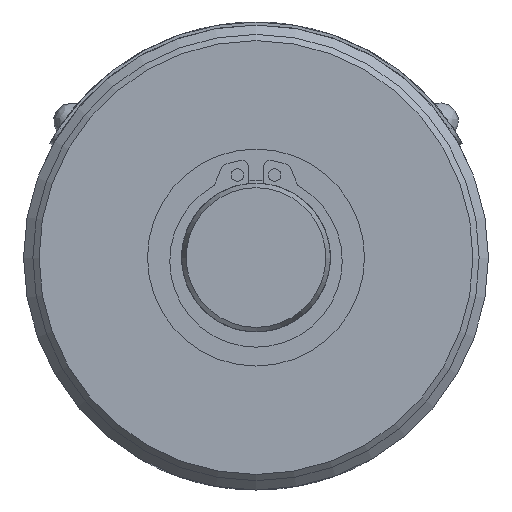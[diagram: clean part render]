
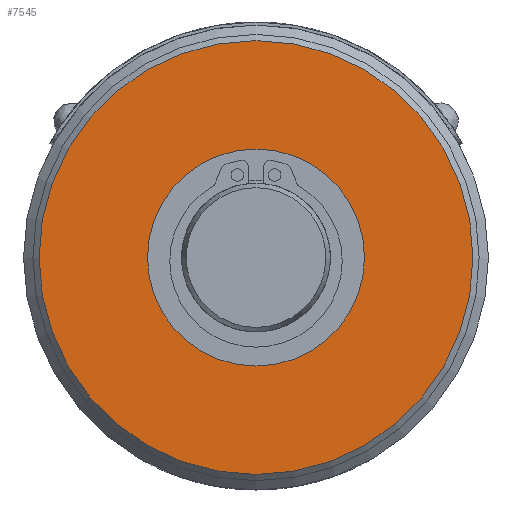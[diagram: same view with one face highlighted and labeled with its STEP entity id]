
A CAD part, left-side view. The second image highlights one B-rep face of the part: STEP entity #7545.
In plain terms, the highlighted planar face has unit normal (-1, 0, 0).
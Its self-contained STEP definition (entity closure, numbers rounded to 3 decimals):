
#25 = CARTESIAN_POINT ( 'NONE',  ( -32.9, 0., 0. ) ) ;
#283 = EDGE_LOOP ( 'NONE', ( #1473 ) ) ;
#1473 = ORIENTED_EDGE ( 'NONE', *, *, #2905, .F. ) ;
#2678 = DIRECTION ( 'NONE',  ( 1., 0., 0. ) ) ;
#2768 = DIRECTION ( 'NONE',  ( 0., 0., -1. ) ) ;
#2905 = EDGE_CURVE ( 'NONE', #7952, #7952, #4565, .T. ) ;
#2949 = FACE_OUTER_BOUND ( 'NONE', #4834, .T. ) ;
#3528 = DIRECTION ( 'NONE',  ( 1., 0., 0. ) ) ;
#3560 = CARTESIAN_POINT ( 'NONE',  ( -32.9, 0., 0. ) ) ;
#3747 = FACE_BOUND ( 'NONE', #283, .T. ) ;
#4565 = CIRCLE ( 'NONE', #8213, 17.5 ) ;
#4834 = EDGE_LOOP ( 'NONE', ( #6858 ) ) ;
#5105 = DIRECTION ( 'NONE',  ( 0., 0., -1. ) ) ;
#5605 = PLANE ( 'NONE',  #6802 ) ;
#5716 = DIRECTION ( 'NONE',  ( -1., 0., 0. ) ) ;
#5775 = CIRCLE ( 'NONE', #6846, 35. ) ;
#6802 = AXIS2_PLACEMENT_3D ( 'NONE', #6957, #2678, #8482 ) ;
#6846 = AXIS2_PLACEMENT_3D ( 'NONE', #3560, #3528, #2768 ) ;
#6858 = ORIENTED_EDGE ( 'NONE', *, *, #7172, .F. ) ;
#6957 = CARTESIAN_POINT ( 'NONE',  ( -32.9, 0., 0. ) ) ;
#7037 = CARTESIAN_POINT ( 'NONE',  ( -32.9, 0., -35. ) ) ;
#7172 = EDGE_CURVE ( 'NONE', #7835, #7835, #5775, .T. ) ;
#7545 = ADVANCED_FACE ( 'NONE', ( #3747, #2949 ), #5605, .F. ) ;
#7835 = VERTEX_POINT ( 'NONE', #7037 ) ;
#7952 = VERTEX_POINT ( 'NONE', #8499 ) ;
#8213 = AXIS2_PLACEMENT_3D ( 'NONE', #25, #5716, #5105 ) ;
#8482 = DIRECTION ( 'NONE',  ( 0., 0., -1. ) ) ;
#8499 = CARTESIAN_POINT ( 'NONE',  ( -32.9, 0., -17.5 ) ) ;
